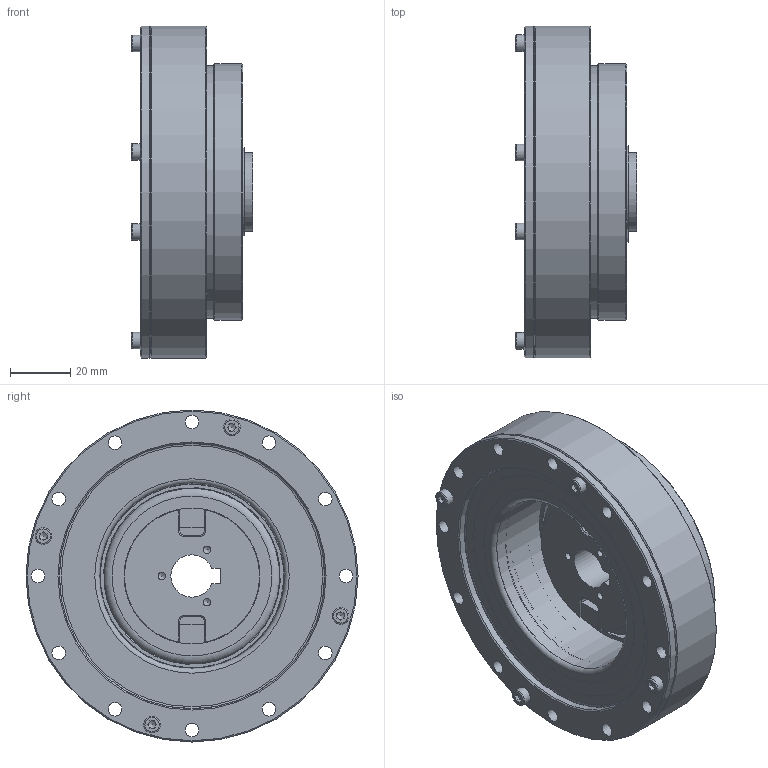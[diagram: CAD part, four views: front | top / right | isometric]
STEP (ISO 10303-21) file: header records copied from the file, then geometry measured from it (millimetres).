
FILE_DESCRIPTION(/* description */ ('STEP AP242','CAx-IF Rec.Pracs.---Representation and Presentation of Product Manufacturing Information (PMI)---4.0---2014-10-13','CAx-IF Rec.Pracs.---3D Tessellated Geometry---0.4---2014-09-14','2;1'),/* implementation_level */ '2;1');
FILE_NAME(/* name */ '688771c34f7eb859c194b9fc',/* time_stamp */ '2025-07-28T12:49:08Z',/* author */ (''),/* organization */ (''),/* preprocessor_version */ 'ST-DEVELOPER v20',/* originating_system */ 'ONSHAPE BY PTC INC, 1.201',/* authorisation */ ' ');
FILE_SCHEMA (('AP242_MANAGED_MODEL_BASED_3D_ENGINEERING_MIM_LF { 1 0 10303 442 1 1 4 }'));
Length unit declared in the file: metre
Products named in the file (23): HS-25-I; ????-STXB-25080; hexagon socket head cap screws gb_GB_FASTENER_SCREWS_HSHCS M3X8-C; O????-?71X?1.5; 25-80??????_?? <1>; STXB-T25-P01_??; 25????; STXB-T25-80-P04_??; STXB-T25-P02_??; STXB-T25-P05_??; circlips for shaft--type a large gb_GB_CONNECTING_PIECE_RING_RRA 26; STXB-T25-P03_??; ????-STRU-25-110-200X?110-V1 <1>; ????-??-?6; ??????-25-110-??-V0; ????-??-STRU-25-110; ??????-25-110-V0; hexagon socket head cap screws gb_GB_FASTENER_SCREWS_HSHCS M2.5X8-C; ????-??-STRU-25-110-?200-V1; O????-?90X?18; 25??; ????-??-STRU-25-110-?200
Assembly tree (98 placements, depth 3):
  HS-25-I
    ????-STXB-25080
    hexagon socket head cap screws gb_GB_FASTENER_SCREWS_HSHCS M3X8-C  x8
    ????-STXB-25080
    O????-?71X?1.5
    25-80??????_?? <1>
      STXB-T25-P01_??
      25????
      STXB-T25-80-P04_??
      STXB-T25-P02_??
      STXB-T25-P05_??
      circlips for shaft--type a large gb_GB_CONNECTING_PIECE_RING_RRA 26
      STXB-T25-P03_??
    ????-STRU-25-110-200X?110-V1 <1>
      ????-??-?6  x36
      ??????-25-110-??-V0  x18
      ????-??-STRU-25-110
      ??????-25-110-V0  x18
      hexagon socket head cap screws gb_GB_FASTENER_SCREWS_HSHCS M2.5X8-C
      ????-??-STRU-25-110-?200-V1
      O????-?90X?18
      25??
      ????-??-STRU-25-110-?200
Bounding box: 40.29 x 110 x 110 mm (x, y, z)
Volume: 171805.8 mm3; surface area: 126352 mm2
Topology: 96 solids, 96 shells, 1035 faces, 2214 edges, 1400 vertices
Faces by surface type: plane 565, cylinder 272, cone 168, torus 25, bspline 5
Full cylindrical faces by diameter (mm): 2 x2, 2.05 x1, 2.5 x12, 2.9 x1, 3 x8, 3.3 x16, 3.4 x4, 3.5 x4, 4.5 x41, 5 x1, 5.5 x8, 6 x40, 24.9 x1, 26 x2, 26.3 x1, 26.5 x3, 35 x2, 42 x1, 45 x1, 45.212 x1, 48.627 x2, 53 x1, 58.112 x2, 61.334 x2, 61.914 x1, 62.086 x1, 63.823 x1, 63.988 x1, 66 x1, 68 x2
Entity records: 15020 total; most frequent: CARTESIAN_POINT 4091, DIRECTION 2291, ORIENTED_EDGE 1558, AXIS2_PLACEMENT_3D 984, FACE_BOUND 848, EDGE_LOOP 816, EDGE_CURVE 779, VERTEX_POINT 647
